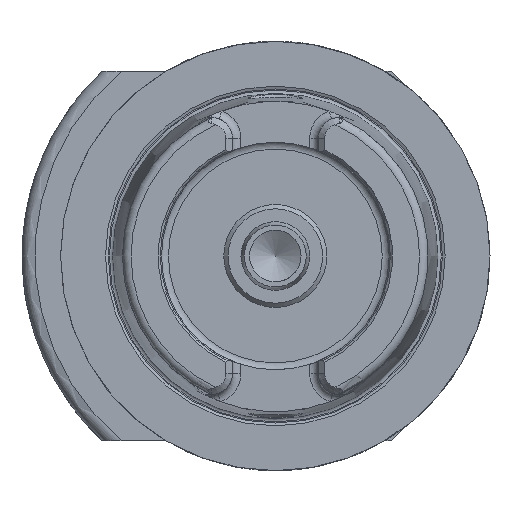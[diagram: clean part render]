
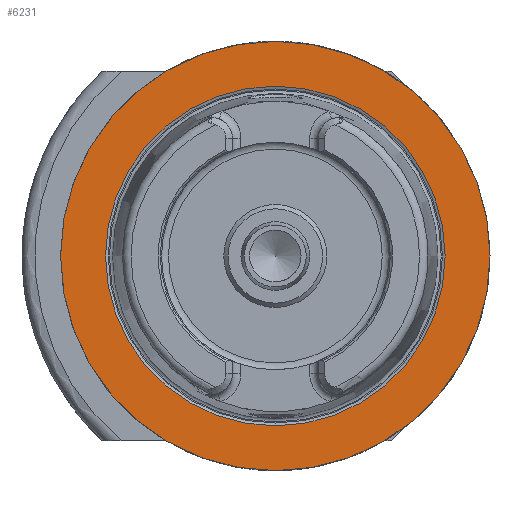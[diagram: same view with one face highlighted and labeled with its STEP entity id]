
A CAD part, left-side view. The second image highlights one B-rep face of the part: STEP entity #6231.
In plain terms, the highlighted planar face has unit normal (-1, 0, 0).
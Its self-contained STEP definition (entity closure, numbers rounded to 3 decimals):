
#3577=CARTESIAN_POINT('',(0.,50.0,0.0));
#3578=VERTEX_POINT('',#3577);
#3579=CARTESIAN_POINT('',(0.,0.,0.0));
#3580=DIRECTION('',(1.0,0.0,0.0));
#3581=DIRECTION('',(0.0,1.0,0.0));
#3582=AXIS2_PLACEMENT_3D('',#3579,#3580,#3581);
#3583=CIRCLE('',#3582,50.0);
#3584=EDGE_CURVE('',#3578,#3578,#3583,.T.);
#6205=CARTESIAN_POINT('',(0.,39.55,0.0));
#6206=VERTEX_POINT('',#6205);
#6207=CARTESIAN_POINT('',(0.,0.,0.0));
#6208=DIRECTION('',(1.0,0.0,0.0));
#6209=DIRECTION('',(0.0,1.0,0.0));
#6210=AXIS2_PLACEMENT_3D('',#6207,#6208,#6209);
#6211=CIRCLE('',#6210,39.55);
#6212=EDGE_CURVE('',#6206,#6206,#6211,.T.);
#6220=CARTESIAN_POINT('',(0.,44.775,0.0));
#6221=DIRECTION('',(-1.0,0.0,0.0));
#6222=DIRECTION('',(0.0,0.0,1.0));
#6223=AXIS2_PLACEMENT_3D('',#6220,#6221,#6222);
#6224=PLANE('',#6223);
#6225=ORIENTED_EDGE('',*,*,#3584,.F.);
#6226=EDGE_LOOP('',(#6225));
#6227=FACE_OUTER_BOUND('',#6226,.T.);
#6228=ORIENTED_EDGE('',*,*,#6212,.T.);
#6229=EDGE_LOOP('',(#6228));
#6230=FACE_BOUND('',#6229,.T.);
#6231=ADVANCED_FACE('',(#6227,#6230),#6224,.T.);
